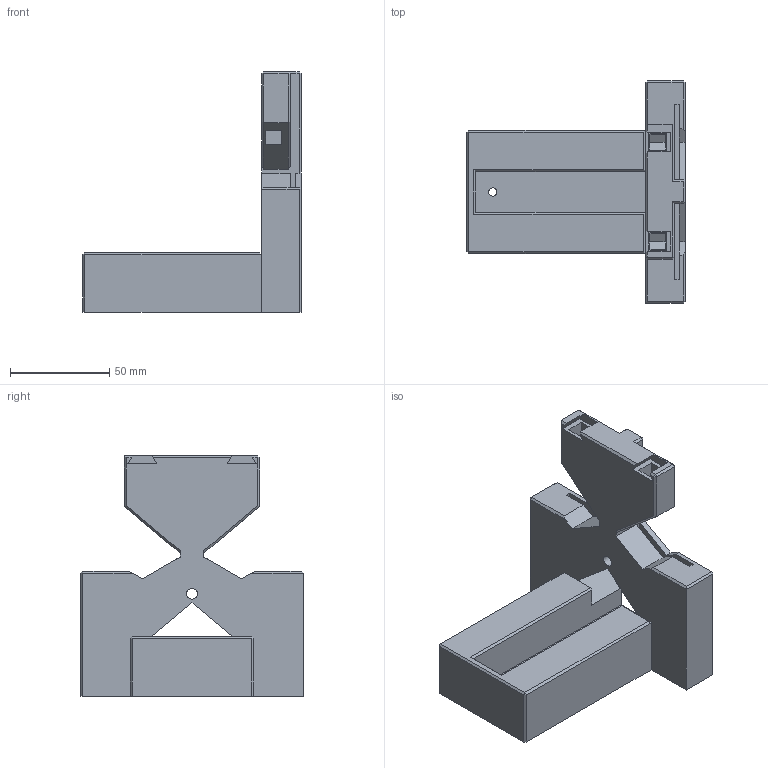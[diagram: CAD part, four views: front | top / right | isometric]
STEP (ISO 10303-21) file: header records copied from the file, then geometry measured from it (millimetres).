
FILE_DESCRIPTION(/* description */ (''),/* implementation_level */ '2;1');
FILE_NAME(/* name */ 'E End Mount Dual v7.step',/* time_stamp */ '2024-04-10T22:22:29+02:00',/* author */ (''),/* organization */ (''),/* preprocessor_version */ 'ST-DEVELOPER v20',/* originating_system */ 'Autodesk Translation Framework v12.20.1.177',/* authorisation */ '');
FILE_SCHEMA (('AUTOMOTIVE_DESIGN { 1 0 10303 214 3 1 1 }'));
Length unit declared in the file: millimetre
Products named in the file (1): E End Mount Dual
Bounding box: 110 x 112 x 121 mm (x, y, z)
Volume: 291062 mm3; surface area: 55054.5 mm2
Topology: 1 solids, 1 shells, 134 faces, 336 edges, 207 vertices
Faces by surface type: plane 129, cylinder 5
Full cylindrical faces by diameter (mm): 4.2 x2, 5.5 x1, 9 x2
Entity records: 3919 total; most frequent: CARTESIAN_POINT 678, ORIENTED_EDGE 672, DIRECTION 616, EDGE_CURVE 336, LINE 326, VECTOR 326, VERTEX_POINT 207, EDGE_LOOP 149
